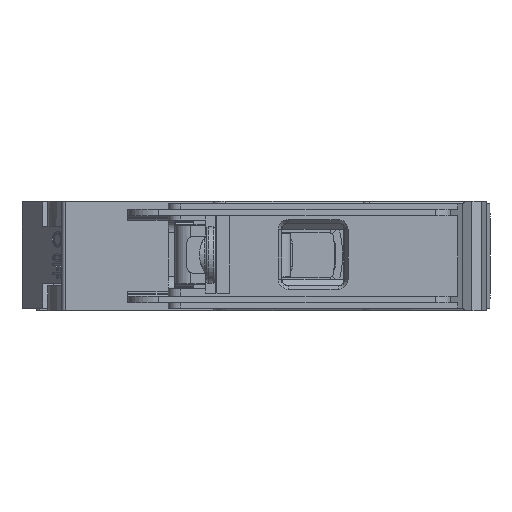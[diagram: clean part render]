
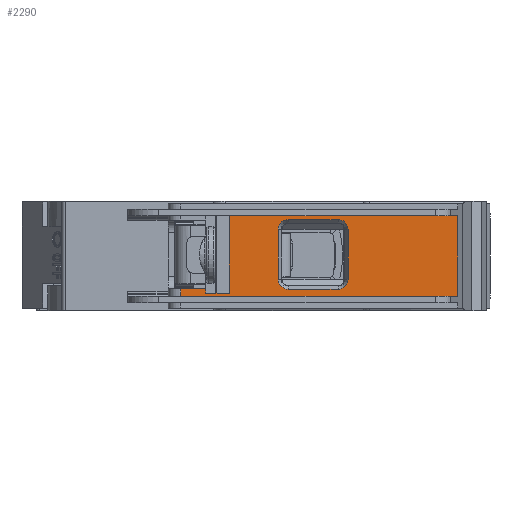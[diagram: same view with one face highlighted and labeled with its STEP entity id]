
A CAD part, left-side view. The second image highlights one B-rep face of the part: STEP entity #2290.
In plain terms, the highlighted planar face has unit normal (-1, 0, 0).
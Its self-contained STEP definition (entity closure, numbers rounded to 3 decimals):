
#288=FACE_BOUND('',#5233,.T.);
#289=FACE_BOUND('',#5234,.T.);
#1069=CIRCLE('',#20811,1.577);
#1070=CIRCLE('',#20815,1.577);
#1071=CIRCLE('',#20817,1.577);
#1074=CIRCLE('',#20823,1.577);
#2290=ADVANCED_FACE('',(#288,#289),#3187,.T.);
#3187=PLANE('',#21574);
#5233=EDGE_LOOP('',(#9128,#9129,#9130,#9131,#9132,#9133,#9134,#9135));
#5234=EDGE_LOOP('',(#9136,#9137,#9138,#9139,#9140,#9141,#9142,#9143));
#9128=ORIENTED_EDGE('',*,*,#13646,.F.);
#9129=ORIENTED_EDGE('',*,*,#14057,.F.);
#9130=ORIENTED_EDGE('',*,*,#13986,.T.);
#9131=ORIENTED_EDGE('',*,*,#13561,.T.);
#9132=ORIENTED_EDGE('',*,*,#13970,.F.);
#9133=ORIENTED_EDGE('',*,*,#13667,.F.);
#9134=ORIENTED_EDGE('',*,*,#14058,.T.);
#9135=ORIENTED_EDGE('',*,*,#13653,.T.);
#9136=ORIENTED_EDGE('',*,*,#14079,.T.);
#9137=ORIENTED_EDGE('',*,*,#14084,.T.);
#9138=ORIENTED_EDGE('',*,*,#14080,.T.);
#9139=ORIENTED_EDGE('',*,*,#14074,.T.);
#9140=ORIENTED_EDGE('',*,*,#14069,.T.);
#9141=ORIENTED_EDGE('',*,*,#14065,.T.);
#9142=ORIENTED_EDGE('',*,*,#14068,.T.);
#9143=ORIENTED_EDGE('',*,*,#14073,.T.);
#11678=VERTEX_POINT('',#28100);
#11680=VERTEX_POINT('',#28103);
#11761=VERTEX_POINT('',#28278);
#11762=VERTEX_POINT('',#28280);
#11767=VERTEX_POINT('',#28293);
#11778=VERTEX_POINT('',#28320);
#11779=VERTEX_POINT('',#28321);
#11996=VERTEX_POINT('',#29378);
#12037=VERTEX_POINT('',#29530);
#12038=VERTEX_POINT('',#29532);
#12039=VERTEX_POINT('',#29537);
#12040=VERTEX_POINT('',#29541);
#12041=VERTEX_POINT('',#29546);
#12042=VERTEX_POINT('',#29550);
#12044=VERTEX_POINT('',#29557);
#12045=VERTEX_POINT('',#29561);
#13561=EDGE_CURVE('',#11680,#11678,#16501,.T.);
#13646=EDGE_CURVE('',#11761,#11762,#16568,.T.);
#13653=EDGE_CURVE('',#11767,#11762,#16575,.T.);
#13667=EDGE_CURVE('',#11778,#11779,#16589,.T.);
#13970=EDGE_CURVE('',#11779,#11678,#16758,.T.);
#13986=EDGE_CURVE('',#11996,#11680,#16769,.T.);
#14057=EDGE_CURVE('',#11996,#11761,#16822,.T.);
#14058=EDGE_CURVE('',#11778,#11767,#16823,.T.);
#14065=EDGE_CURVE('',#12037,#12038,#1069,.T.);
#14068=EDGE_CURVE('',#12038,#12039,#16828,.T.);
#14069=EDGE_CURVE('',#12040,#12037,#16829,.T.);
#14073=EDGE_CURVE('',#12039,#12041,#1070,.T.);
#14074=EDGE_CURVE('',#12042,#12040,#1071,.T.);
#14079=EDGE_CURVE('',#12041,#12044,#16836,.T.);
#14080=EDGE_CURVE('',#12045,#12042,#16837,.T.);
#14084=EDGE_CURVE('',#12044,#12045,#1074,.T.);
#16501=LINE('',#28102,#18507);
#16568=LINE('',#28279,#18574);
#16575=LINE('',#28292,#18581);
#16589=LINE('',#28319,#18595);
#16758=LINE('',#29348,#18764);
#16769=LINE('',#29379,#18775);
#16822=LINE('',#29511,#18828);
#16823=LINE('',#29513,#18829);
#16828=LINE('',#29538,#18834);
#16829=LINE('',#29540,#18835);
#16836=LINE('',#29558,#18842);
#16837=LINE('',#29560,#18843);
#18507=VECTOR('',#22370,1.);
#18574=VECTOR('',#22493,1.);
#18581=VECTOR('',#22502,1.);
#18595=VECTOR('',#22520,1.);
#18764=VECTOR('',#23107,1.);
#18775=VECTOR('',#23134,1.);
#18828=VECTOR('',#23265,1.);
#18829=VECTOR('',#23268,1.);
#18834=VECTOR('',#23307,1.);
#18835=VECTOR('',#23310,1.);
#18842=VECTOR('',#23329,1.);
#18843=VECTOR('',#23332,1.);
#20811=AXIS2_PLACEMENT_3D('',#29533,#23301,#23302);
#20815=AXIS2_PLACEMENT_3D('',#29547,#23316,#23317);
#20817=AXIS2_PLACEMENT_3D('',#29549,#23320,#23321);
#20823=AXIS2_PLACEMENT_3D('',#29567,#23339,#23340);
#21574=AXIS2_PLACEMENT_3D('',#32788,#25609,#25610);
#22370=DIRECTION('',(0.,-1.,0.));
#22493=DIRECTION('',(0.,0.,-1.));
#22502=DIRECTION('',(0.,1.,0.));
#22520=DIRECTION('',(0.,-1.,0.));
#23107=DIRECTION('',(0.,0.,-1.));
#23134=DIRECTION('',(0.,0.,-1.));
#23265=DIRECTION('',(0.,-1.,0.));
#23268=DIRECTION('',(0.,0.,-1.));
#23301=DIRECTION('',(1.,0.,0.));
#23302=DIRECTION('',(0.,0.,-1.));
#23307=DIRECTION('',(0.,0.,1.));
#23310=DIRECTION('',(0.,1.,0.));
#23316=DIRECTION('',(1.,0.,0.));
#23317=DIRECTION('',(0.,0.,-1.));
#23320=DIRECTION('',(1.,0.,0.));
#23321=DIRECTION('',(0.,0.,-1.));
#23329=DIRECTION('',(0.,-1.,0.));
#23332=DIRECTION('',(0.,0.,-1.));
#23339=DIRECTION('',(1.,0.,0.));
#23340=DIRECTION('',(0.,0.,-1.));
#25609=DIRECTION('',(-1.,0.,0.));
#25610=DIRECTION('',(0.,0.,1.));
#28100=CARTESIAN_POINT('',(-32.3,-57.13,-15.2));
#28102=CARTESIAN_POINT('',(-32.3,-4.3,-15.2));
#28103=CARTESIAN_POINT('',(-32.3,-12.8,-15.2));
#28278=CARTESIAN_POINT('',(-32.3,-16.8,-14.));
#28279=CARTESIAN_POINT('',(-32.3,-16.8,-2.3));
#28280=CARTESIAN_POINT('',(-32.3,-16.8,-14.7));
#28292=CARTESIAN_POINT('',(-32.3,-20.6,-14.7));
#28293=CARTESIAN_POINT('',(-32.3,-20.6,-14.7));
#28319=CARTESIAN_POINT('',(-32.3,-4.3,-2.3));
#28320=CARTESIAN_POINT('',(-32.3,-20.6,-2.3));
#28321=CARTESIAN_POINT('',(-32.3,-57.13,-2.3));
#29348=CARTESIAN_POINT('',(-32.3,-57.13,112.51));
#29378=CARTESIAN_POINT('',(-32.3,-12.8,-14.));
#29379=CARTESIAN_POINT('',(-32.3,-12.8,-8.75));
#29511=CARTESIAN_POINT('',(-32.3,-16.8,-14.));
#29513=CARTESIAN_POINT('',(-32.3,-20.6,-2.3));
#29530=CARTESIAN_POINT('',(-32.3,-30.,-14.077));
#29532=CARTESIAN_POINT('',(-32.3,-28.423,-12.5));
#29533=CARTESIAN_POINT('',(-32.3,-30.,-12.5));
#29537=CARTESIAN_POINT('',(-32.3,-28.423,-4.5));
#29538=CARTESIAN_POINT('',(-32.3,-28.423,-4.5));
#29540=CARTESIAN_POINT('',(-32.3,-30.,-14.077));
#29541=CARTESIAN_POINT('',(-32.3,-38.,-14.077));
#29546=CARTESIAN_POINT('',(-32.3,-30.,-2.923));
#29547=CARTESIAN_POINT('',(-32.3,-30.,-4.5));
#29549=CARTESIAN_POINT('',(-32.3,-38.,-12.5));
#29550=CARTESIAN_POINT('',(-32.3,-39.577,-12.5));
#29557=CARTESIAN_POINT('',(-32.3,-38.,-2.923));
#29558=CARTESIAN_POINT('',(-32.3,-38.,-2.923));
#29560=CARTESIAN_POINT('',(-32.3,-39.577,-12.5));
#29561=CARTESIAN_POINT('',(-32.3,-39.577,-4.5));
#29567=CARTESIAN_POINT('',(-32.3,-38.,-4.5));
#32788=CARTESIAN_POINT('',(-32.3,-43.2,-13.));
